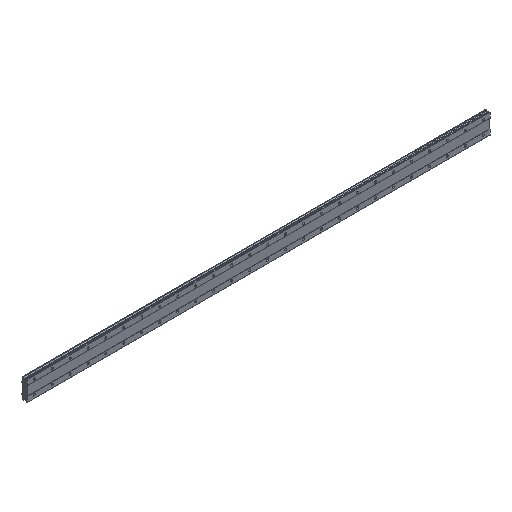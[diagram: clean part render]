
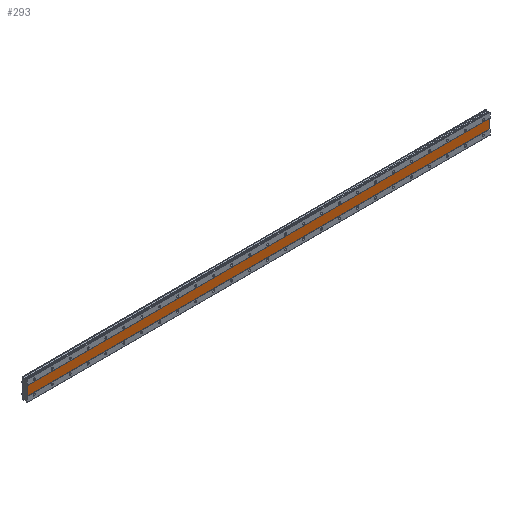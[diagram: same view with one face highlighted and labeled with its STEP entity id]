
A CAD part, isometric view. The second image highlights one B-rep face of the part: STEP entity #293.
In plain terms, the highlighted planar face has unit normal (0, -1, 0).
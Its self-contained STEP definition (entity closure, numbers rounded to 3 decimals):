
#114 = AXIS2_PLACEMENT_3D ( 'NONE', #6162, #7002, #9046 ) ;
#162 = EDGE_CURVE ( 'NONE', #3603, #5937, #8212, .T. ) ;
#293 = ADVANCED_FACE ( 'NONE', ( #4158 ), #2637, .F. ) ;
#362 = DIRECTION ( 'NONE',  ( 1., 0., 0. ) ) ;
#770 = CARTESIAN_POINT ( 'NONE',  ( 2030., 1., 20. ) ) ;
#855 = CARTESIAN_POINT ( 'NONE',  ( -30., 1., 20. ) ) ;
#1171 = LINE ( 'NONE', #6131, #1354 ) ;
#1354 = VECTOR ( 'NONE', #2732, 1000. ) ;
#2201 = CARTESIAN_POINT ( 'NONE',  ( 2030., 1., 20. ) ) ;
#2637 = PLANE ( 'NONE',  #114 ) ;
#2732 = DIRECTION ( 'NONE',  ( -1., 0., 0. ) ) ;
#3400 = ORIENTED_EDGE ( 'NONE', *, *, #162, .F. ) ;
#3603 = VERTEX_POINT ( 'NONE', #8728 ) ;
#3634 = VERTEX_POINT ( 'NONE', #8532 ) ;
#3786 = VECTOR ( 'NONE', #7868, 1000. ) ;
#3800 = EDGE_CURVE ( 'NONE', #6944, #3634, #1171, .T. ) ;
#3825 = CARTESIAN_POINT ( 'NONE',  ( 2030., 1., 20. ) ) ;
#4158 = FACE_OUTER_BOUND ( 'NONE', #6418, .T. ) ;
#5033 = LINE ( 'NONE', #2201, #3786 ) ;
#5139 = VECTOR ( 'NONE', #362, 1000. ) ;
#5937 = VERTEX_POINT ( 'NONE', #770 ) ;
#6131 = CARTESIAN_POINT ( 'NONE',  ( 2030., 1., -20. ) ) ;
#6162 = CARTESIAN_POINT ( 'NONE',  ( 2030., 1., 20. ) ) ;
#6418 = EDGE_LOOP ( 'NONE', ( #8797, #6659, #3400, #7955 ) ) ;
#6659 = ORIENTED_EDGE ( 'NONE', *, *, #7957, .F. ) ;
#6944 = VERTEX_POINT ( 'NONE', #8679 ) ;
#7002 = DIRECTION ( 'NONE',  ( 0., 1., 0. ) ) ;
#7159 = EDGE_CURVE ( 'NONE', #3634, #3603, #8567, .T. ) ;
#7868 = DIRECTION ( 'NONE',  ( 0., 0., -1. ) ) ;
#7955 = ORIENTED_EDGE ( 'NONE', *, *, #7159, .F. ) ;
#7957 = EDGE_CURVE ( 'NONE', #5937, #6944, #5033, .T. ) ;
#8212 = LINE ( 'NONE', #3825, #5139 ) ;
#8532 = CARTESIAN_POINT ( 'NONE',  ( -30., 1., -20. ) ) ;
#8535 = VECTOR ( 'NONE', #8714, 1000. ) ;
#8567 = LINE ( 'NONE', #855, #8535 ) ;
#8679 = CARTESIAN_POINT ( 'NONE',  ( 2030., 1., -20. ) ) ;
#8714 = DIRECTION ( 'NONE',  ( 0., 0., 1. ) ) ;
#8728 = CARTESIAN_POINT ( 'NONE',  ( -30., 1., 20. ) ) ;
#8797 = ORIENTED_EDGE ( 'NONE', *, *, #3800, .F. ) ;
#9046 = DIRECTION ( 'NONE',  ( 0., 0., 1. ) ) ;
